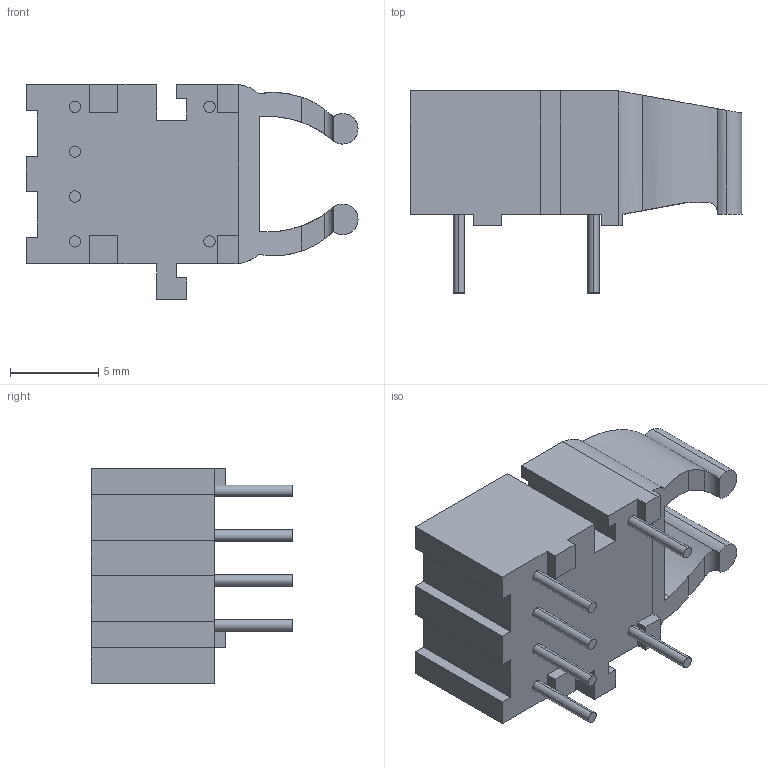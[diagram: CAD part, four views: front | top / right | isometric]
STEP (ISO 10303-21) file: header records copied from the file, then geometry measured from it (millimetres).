
FILE_DESCRIPTION (( 'STEP AP214' ), '1' );
FILE_NAME ('HFBR-1521Z2521Z.STEP', '2018-05-17T12:07:43', ( '' ), ( '' ), 'SwSTEP 2.0', 'SolidWorks 2017', '' );
FILE_SCHEMA (( 'AUTOMOTIVE_DESIGN' ));
Length unit declared in the file: millimetre
Products named in the file (1): HFBR-1521Z2521Z
Bounding box: 18.8 x 11.43 x 12.19 mm (x, y, z)
Volume: 968.4 mm3; surface area: 996.5 mm2
Topology: 8 solids, 8 shells, 114 faces, 275 edges, 180 vertices
Faces by surface type: plane 69, cylinder 41, torus 4
Entity records: 3424 total; most frequent: CARTESIAN_POINT 666, ORIENTED_EDGE 550, DIRECTION 547, EDGE_CURVE 275, AXIS2_PLACEMENT_3D 185, VERTEX_POINT 180, LINE 177, VECTOR 177
